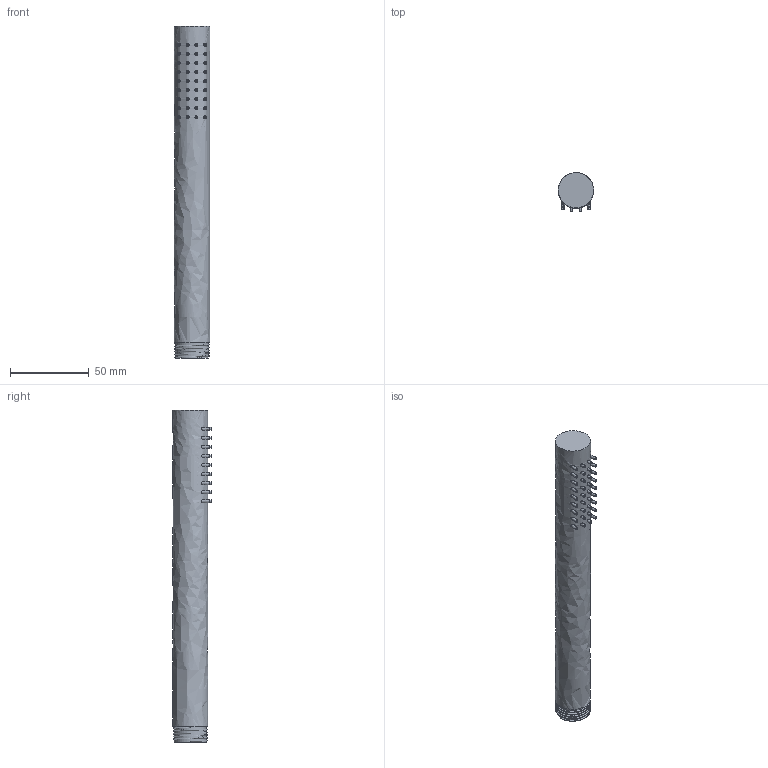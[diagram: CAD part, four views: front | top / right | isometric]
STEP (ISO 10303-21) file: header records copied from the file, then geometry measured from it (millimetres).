
FILE_DESCRIPTION(/* description */ (''),/* implementation_level */ '2;1');
FILE_NAME(/* name */ 'DO_6011',/* time_stamp */ '2024-09-11T12:24:25+02:00',/* author */ (''),/* organization */ (''),/* preprocessor_version */ 'ST-DEVELOPER v16.5',/* originating_system */ '',/* authorisation */ '');
FILE_SCHEMA (('AUTOMOTIVE_DESIGN'));
Length unit declared in the file: millimetre
Products named in the file (1): Document
Bounding box: 22.4 x 24.51 x 211 mm (x, y, z)
Volume: 81314.6 mm3; surface area: 18141.5 mm2
Topology: 2 solids, 3 shells, 152 faces, 229 edges, 154 vertices
Faces by surface type: bspline 152
Entity records: 26995 total; most frequent: CARTESIAN_POINT 23776, B_SPLINE_CURVE_WITH_KNOTS 564, ORIENTED_EDGE 454, PCURVE 454, DEFINITIONAL_REPRESENTATION 454, SURFACE_CURVE 229, EDGE_CURVE 229, EDGE_LOOP 226
